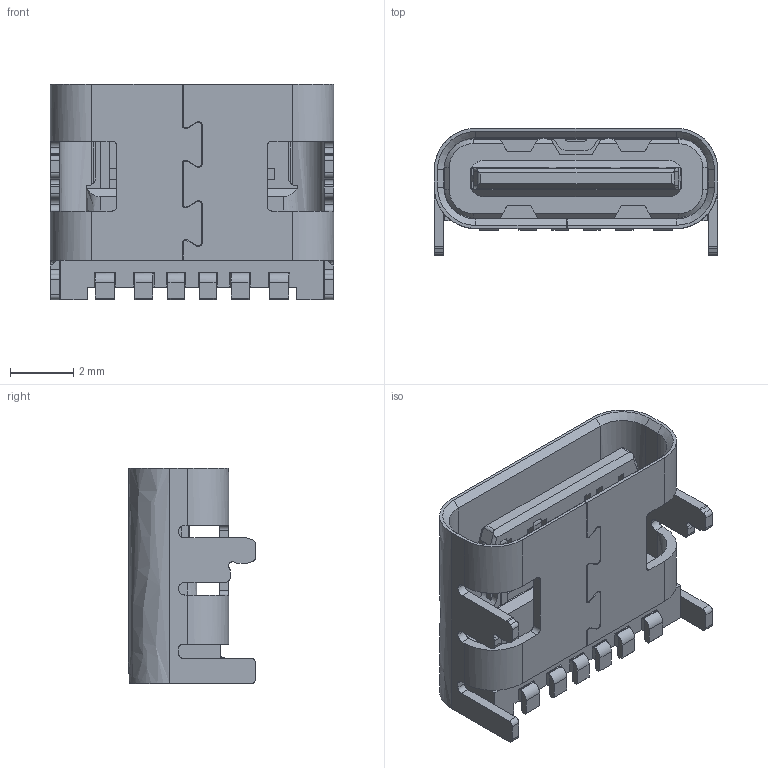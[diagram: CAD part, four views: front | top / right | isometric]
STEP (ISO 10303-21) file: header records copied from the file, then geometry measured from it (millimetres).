
FILE_DESCRIPTION(/* description */ (''),/* implementation_level */ '2;1');
FILE_NAME(/* name */ 'type-c-31-m-17 v1.step',/* time_stamp */ '2023-08-31T20:47:16-04:00',/* author */ (''),/* organization */ (''),/* preprocessor_version */ 'ST-DEVELOPER v20',/* originating_system */ 'Autodesk Translation Framework v12.9.0.99',/* authorisation */ '');
FILE_SCHEMA (('AUTOMOTIVE_DESIGN { 1 0 10303 214 3 1 1 }'));
Length unit declared in the file: millimetre
Products named in the file (1): type-c-31-m-17
Bounding box: 8.94 x 4.01 x 6.8 mm (x, y, z)
Volume: 89.9 mm3; surface area: 434.2 mm2
Topology: 1 solids, 1 shells, 853 faces, 2462 edges, 1628 vertices
Faces by surface type: plane 638, bspline 208, cylinder 7
Entity records: 34709 total; most frequent: CARTESIAN_POINT 13782, ORIENTED_EDGE 4924, DIRECTION 3286, EDGE_CURVE 2462, LINE 1960, VECTOR 1960, VERTEX_POINT 1628, EDGE_LOOP 896
